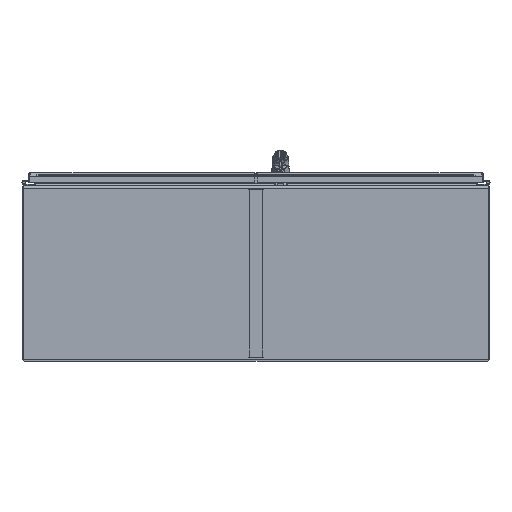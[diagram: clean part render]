
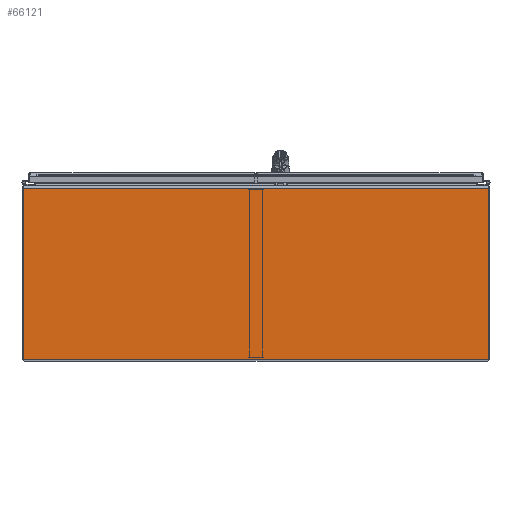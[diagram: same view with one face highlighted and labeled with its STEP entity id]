
A CAD part, front view. The second image highlights one B-rep face of the part: STEP entity #66121.
In plain terms, the highlighted face is planar.
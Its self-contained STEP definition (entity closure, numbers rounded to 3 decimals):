
#12493=PLANE('',#70294);
#14241=LINE('',#95405,#19138);
#14246=LINE('',#95421,#19143);
#14249=LINE('',#95427,#19146);
#14250=LINE('',#95428,#19147);
#19138=VECTOR('',#78166,0.394);
#19143=VECTOR('',#78187,0.394);
#19146=VECTOR('',#78192,0.394);
#19147=VECTOR('',#78193,0.394);
#23677=FACE_OUTER_BOUND('',#26532,.T.);
#26532=EDGE_LOOP('',(#54279,#54280,#54281,#54282));
#33273=VERTEX_POINT('',#95402);
#33274=VERTEX_POINT('',#95404);
#33277=VERTEX_POINT('',#95420);
#33279=VERTEX_POINT('',#95426);
#42710=EDGE_CURVE('',#33274,#33273,#14241,.T.);
#42718=EDGE_CURVE('',#33274,#33277,#14246,.T.);
#42721=EDGE_CURVE('',#33279,#33273,#14249,.T.);
#42722=EDGE_CURVE('',#33277,#33279,#14250,.T.);
#54279=ORIENTED_EDGE('',*,*,#42710,.T.);
#54280=ORIENTED_EDGE('',*,*,#42721,.F.);
#54281=ORIENTED_EDGE('',*,*,#42722,.F.);
#54282=ORIENTED_EDGE('',*,*,#42718,.F.);
#66121=ADVANCED_FACE('',(#23677),#12493,.T.);
#70294=AXIS2_PLACEMENT_3D('',#95425,#78190,#78191);
#78166=DIRECTION('',(1.,0.,0.));
#78187=DIRECTION('',(0.,1.,0.));
#78190=DIRECTION('center_axis',(0.,0.,1.));
#78191=DIRECTION('ref_axis',(1.,0.,0.));
#78192=DIRECTION('',(0.,-1.,0.));
#78193=DIRECTION('',(1.,0.,0.));
#95402=CARTESIAN_POINT('',(23.929,-8.612,0.134));
#95404=CARTESIAN_POINT('',(-23.929,-8.611,0.134));
#95405=CARTESIAN_POINT('',(-11.964,-8.612,0.134));
#95420=CARTESIAN_POINT('',(-23.929,8.996,0.134));
#95421=CARTESIAN_POINT('',(-23.929,-8.995,0.134));
#95425=CARTESIAN_POINT('Origin',(0.,0.,
0.134));
#95426=CARTESIAN_POINT('',(23.929,8.995,0.134));
#95427=CARTESIAN_POINT('',(23.929,8.995,0.134));
#95428=CARTESIAN_POINT('',(-23.929,8.996,0.134));
